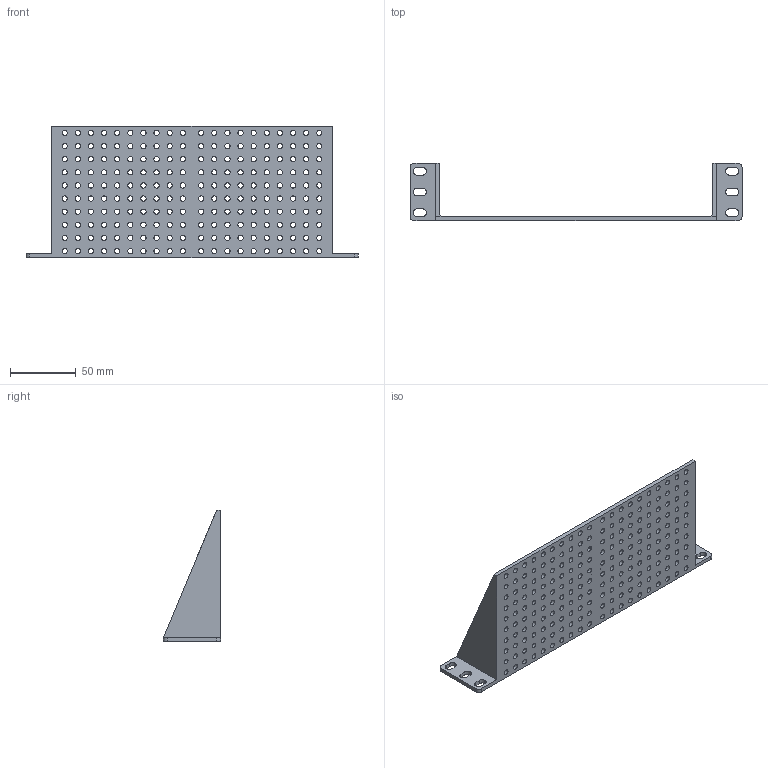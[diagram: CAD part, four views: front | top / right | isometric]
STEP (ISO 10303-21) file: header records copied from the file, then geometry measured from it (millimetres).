
FILE_DESCRIPTION(('FreeCAD Model'),'2;1');
FILE_NAME('Open CASCADE Shape Model','2025-05-15T23:22:19',(''),(''), 'Open CASCADE STEP processor 7.8','FreeCAD','Unknown');
FILE_SCHEMA(('AUTOMOTIVE_DESIGN { 1 0 10303 214 1 1 1 1 }'));
Length unit declared in the file: millimetre
Products named in the file (1): Gridmount Full
Bounding box: 253 x 43.45 x 100 mm (x, y, z)
Volume: 73353.4 mm3; surface area: 59309.6 mm2
Topology: 1 solids, 4 shells, 279 faces, 817 edges, 546 vertices
Faces by surface type: cylinder 233, plane 46
Full cylindrical faces by diameter (mm): 2 x3, 4 x200
Entity records: 10374 total; most frequent: DIRECTION 1848, CARTESIAN_POINT 1646, ORIENTED_EDGE 1634, EDGE_CURVE 817, AXIS2_PLACEMENT_3D 754, FACE_BOUND 691, EDGE_LOOP 691, VERTEX_POINT 546
